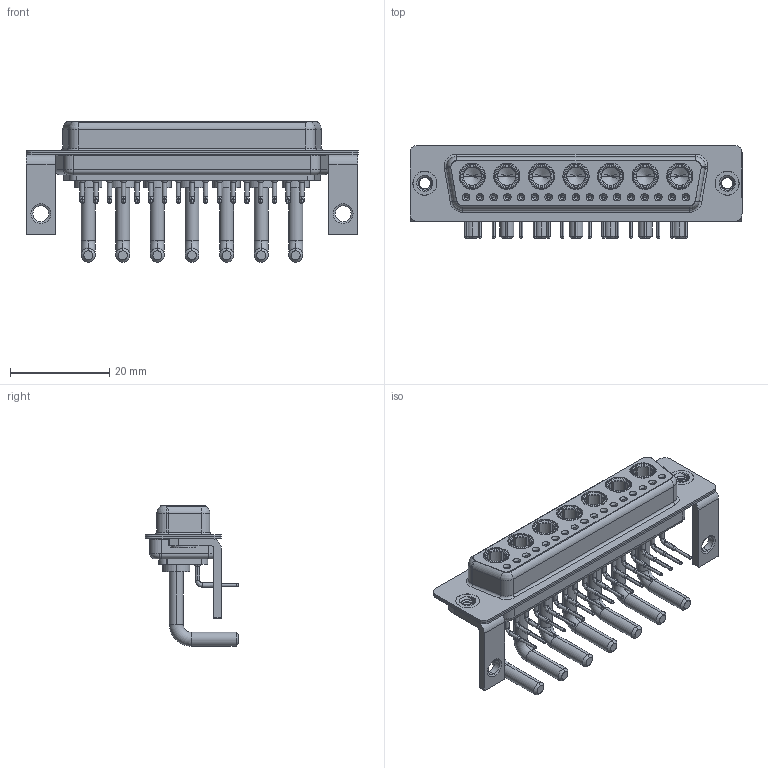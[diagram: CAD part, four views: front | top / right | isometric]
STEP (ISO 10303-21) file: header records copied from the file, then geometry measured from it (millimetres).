
FILE_DESCRIPTION (( 'STEP AP203' ), '1' );
FILE_NAME ('630-24W7250-2T4.STEP', '2022-06-09T00:21:27', ( '' ), ( '' ), 'SwSTEP 2.0', 'SolidWorks 2020', '' );
FILE_SCHEMA (( 'CONFIG_CONTROL_DESIGN' ));
Length unit declared in the file: millimetre
Products named in the file (8): 630Combo Threaded Rivet_3; Power Socket_Ext 20A RA 50; 630Combo Shell Rear_50 Contacts; 630Combo Shell Front_50 Contacts; 630Combo Stabilizer Bracket_50 Contacts; 630-24W7250-2T4; 630Combo Housing_24W7; 630Combo Contact Row 3
Assembly tree (31 placements, depth 2):
  630-24W7250-2T4
    630Combo Housing_24W7
    630Combo Shell Front_50 Contacts
    630Combo Shell Rear_50 Contacts
    630Combo Threaded Rivet_3  x2
    630Combo Stabilizer Bracket_50 Contacts  x2
    Power Socket_Ext 20A RA 50  x7
    630Combo Contact Row 3  x17
Bounding box: 67 x 18.8 x 28.33 mm (x, y, z)
Volume: 7878.2 mm3; surface area: 16103.3 mm2
Topology: 38 solids, 38 shells, 1766 faces, 4528 edges, 2873 vertices
Faces by surface type: cylinder 721, plane 545, cone 320, torus 99, bspline 81
Entity records: 21932 total; most frequent: CARTESIAN_POINT 5044, DIRECTION 3517, ORIENTED_EDGE 3020, EDGE_CURVE 1510, AXIS2_PLACEMENT_3D 1461, VERTEX_POINT 964, CIRCLE 800, EDGE_LOOP 774
